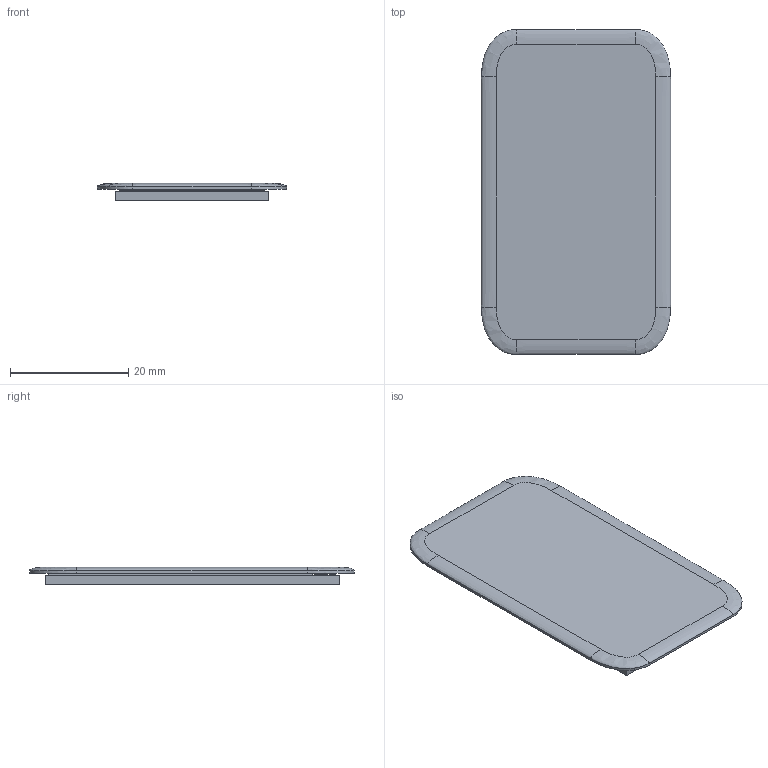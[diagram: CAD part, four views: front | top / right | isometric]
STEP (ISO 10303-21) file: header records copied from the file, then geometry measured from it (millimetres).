
FILE_DESCRIPTION((''),'2;1');
FILE_NAME('S-WATCH_20220510_ASM_ASM_1_ASM__ASM','2022-12-09T18:30:51',('HR'),(''),'CREO PARAMETRIC BY PTC INC, 2019010','CREO PARAMETRIC BY PTC INC, 2019010','');
FILE_SCHEMA(('AUTOMOTIVE_DESIGN { 1 0 10303 214 1 1 1 1 }'));
Length unit declared in the file: millimetre
Products named in the file (4): NFP190B-01A_9_2_1; S-WATCH_TOUCH-SCREEN_15_1_1; S-WATCH_20220510_ASM_11_ASM_1_A_ASM; S-WATCH_20220510_ASM_ASM_1_ASM__ASM
Assembly tree (3 placements, depth 3):
  S-WATCH_20220510_ASM_ASM_1_ASM__ASM
    S-WATCH_20220510_ASM_11_ASM_1_A_ASM
      NFP190B-01A_9_2_1
      S-WATCH_TOUCH-SCREEN_15_1_1
Bounding box: 32 x 55 x 2.93 mm (x, y, z)
Volume: 3631.1 mm3; surface area: 6482.9 mm2
Topology: 2 solids, 2 shells, 43 faces, 100 edges, 64 vertices
Faces by surface type: plane 31, extrusion 8, bspline 4
Entity records: 2578 total; most frequent: CARTESIAN_POINT 1181, ORIENTED_EDGE 200, DIRECTION 168, EDGE_CURVE 100, VECTOR 88, PRESENTATION_STYLE_ASSIGNMENT 82, STYLED_ITEM 82, LINE 80
